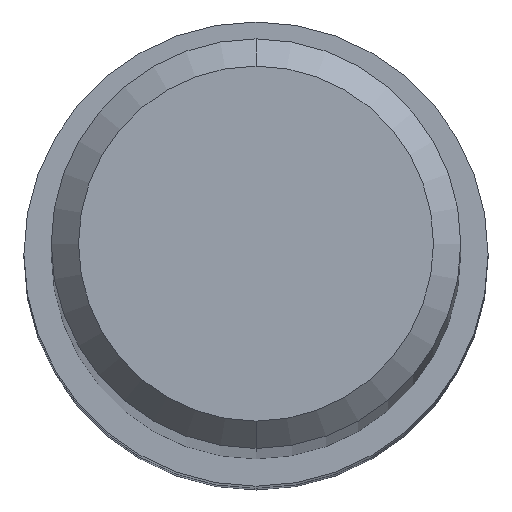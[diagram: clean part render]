
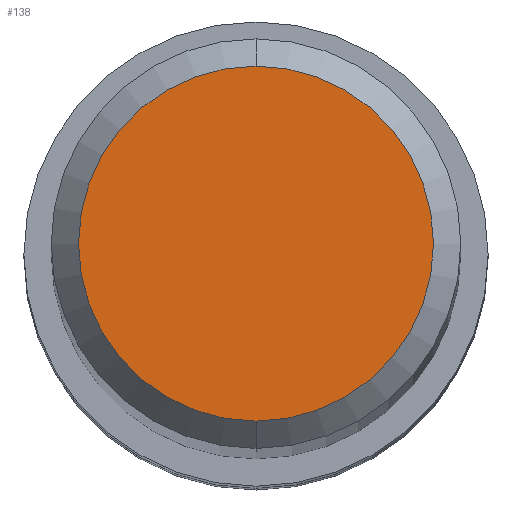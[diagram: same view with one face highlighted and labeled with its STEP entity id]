
A CAD part, top view. The second image highlights one B-rep face of the part: STEP entity #138.
In plain terms, the highlighted planar face has unit normal (0, 0, 1).
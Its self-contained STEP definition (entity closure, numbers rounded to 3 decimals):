
#118=VERTEX_POINT('',#259);
#128=VERTEX_POINT('',#272);
#132=EDGE_CURVE('',#118,#128,#276,.T.);
#138=ADVANCED_FACE('',(#282),#283,.T.);
#170=EDGE_CURVE('',#128,#118,#318,.T.);
#259=CARTESIAN_POINT('',(0.0,2.6,0.0));
#272=CARTESIAN_POINT('',(0.,-2.6,0.0));
#276=CIRCLE('',#428,2.6);
#282=FACE_OUTER_BOUND('',#434,.T.);
#283=PLANE('',#435);
#318=CIRCLE('',#481,2.6);
#428=AXIS2_PLACEMENT_3D('',#600,#601,#602);
#434=EDGE_LOOP('',(#604,#605));
#435=AXIS2_PLACEMENT_3D('',#606,#607,#608);
#481=AXIS2_PLACEMENT_3D('',#656,#657,#658);
#600=CARTESIAN_POINT('',(0.0,0.0,0.0));
#601=DIRECTION('',(0.0,0.0,-1.0));
#602=DIRECTION('',(0.0,1.0,0.0));
#604=ORIENTED_EDGE('',*,*,#132,.F.);
#605=ORIENTED_EDGE('',*,*,#170,.F.);
#606=CARTESIAN_POINT('',(0.0,1.3,0.0));
#607=DIRECTION('',(-0.0,0.0,1.0));
#608=DIRECTION('',(0.0,-1.0,0.0));
#656=CARTESIAN_POINT('',(0.0,0.0,0.0));
#657=DIRECTION('',(0.0,0.0,-1.0));
#658=DIRECTION('',(0.0,1.0,0.0));
